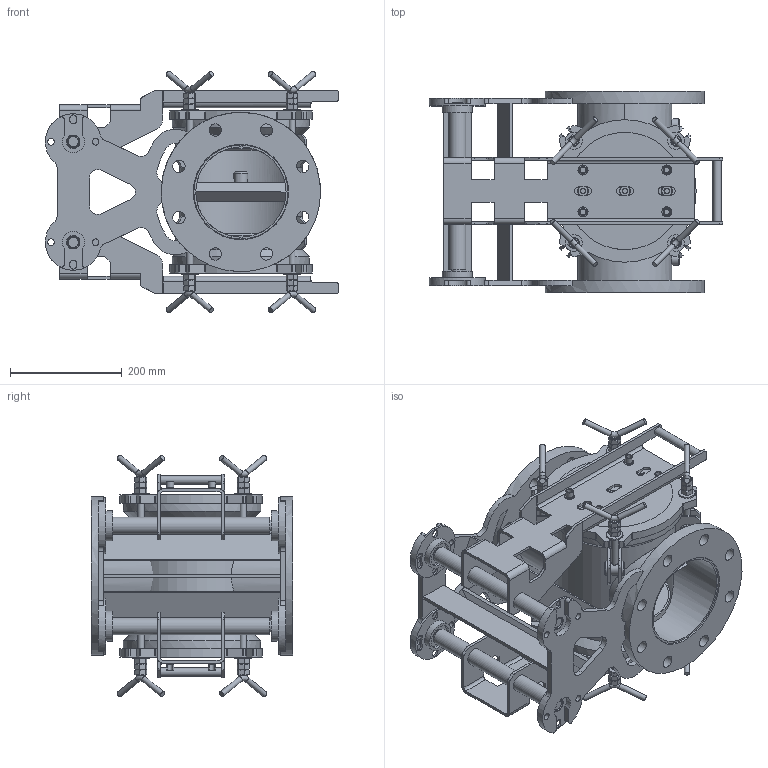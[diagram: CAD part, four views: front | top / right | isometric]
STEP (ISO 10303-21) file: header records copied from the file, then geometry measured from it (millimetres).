
FILE_DESCRIPTION(/* description */ (''),/* implementation_level */ '2;1');
FILE_NAME(/* name */ 'E0119190 -.stp',/* time_stamp */ '2019-07-18T10:21:07+02:00',/* author */ ('cr'),/* organization */ (''),/* preprocessor_version */ 'ST-DEVELOPER v17.2',/* originating_system */ 'Autodesk Inventor 2019',/* authorisation */ '');
FILE_SCHEMA (('AUTOMOTIVE_DESIGN { 1 0 10303 214 3 1 1 }'));
Products named in the file (1): Part1
Bounding box: 525 x 360 x 431.95 mm (x, y, z)
Volume: 7278531.6 mm3; surface area: 2231424.2 mm2
Topology: 34 solids, 47 shells, 1595 faces, 4345 edges, 2873 vertices
Faces by surface type: plane 820, cylinder 549, cone 180, bspline 26, torus 20
Full cylindrical faces by diameter (mm): 6.647 x2, 8.5 x6, 10 x26, 10.106 x1, 12 x32, 13 x4, 15 x2, 20 x16, 20.1 x12, 22 x24, 23 x4, 25 x9, 25.2 x16, 30 x14, 44 x4, 54 x4, 100 x4, 161.5 x2, 170.5 x2, 195.9 x2, 200 x2, 209.9 x2, 210 x2, 211.5 x1, 245.6 x2, 285 x2
Entity records: 56684 total; most frequent: CARTESIAN_POINT 13695, DIRECTION 8721, ORIENTED_EDGE 8704, EDGE_CURVE 4352, AXIS2_PLACEMENT_3D 3273, VERTEX_POINT 2878, LINE 2175, VECTOR 2175
